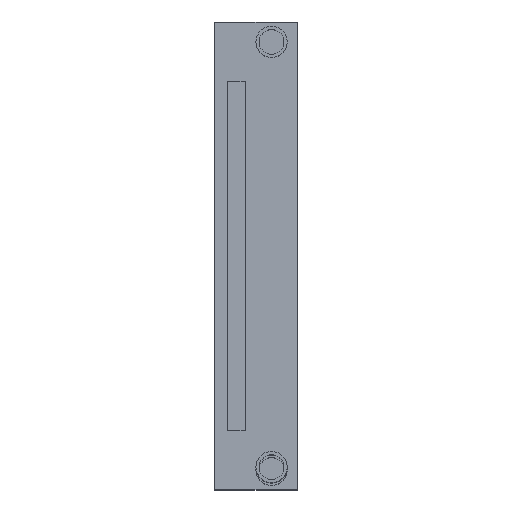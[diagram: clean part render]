
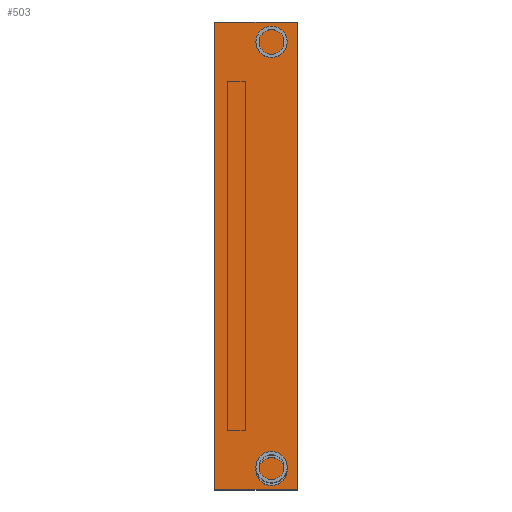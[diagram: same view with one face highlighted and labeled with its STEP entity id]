
A CAD part, top view. The second image highlights one B-rep face of the part: STEP entity #503.
In plain terms, the highlighted face is planar.
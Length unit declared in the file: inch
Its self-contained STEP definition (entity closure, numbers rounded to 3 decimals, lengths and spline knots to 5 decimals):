
#137=FACE_OUTER_BOUND('',#169,.T.);
#169=EDGE_LOOP('',(#381,#382,#383,#384));
#237=LINE('',#793,#261);
#238=LINE('',#795,#262);
#239=LINE('',#797,#263);
#240=LINE('',#798,#264);
#261=VECTOR('',#655,3.5);
#262=VECTOR('',#656,19.75);
#263=VECTOR('',#657,3.5);
#264=VECTOR('',#658,19.75);
#285=VERTEX_POINT('',#791);
#286=VERTEX_POINT('',#792);
#287=VERTEX_POINT('',#794);
#288=VERTEX_POINT('',#796);
#329=EDGE_CURVE('',#285,#286,#237,.T.);
#330=EDGE_CURVE('',#286,#287,#238,.T.);
#331=EDGE_CURVE('',#287,#288,#239,.T.);
#332=EDGE_CURVE('',#288,#285,#240,.T.);
#381=ORIENTED_EDGE('',*,*,#329,.T.);
#382=ORIENTED_EDGE('',*,*,#330,.T.);
#383=ORIENTED_EDGE('',*,*,#331,.T.);
#384=ORIENTED_EDGE('',*,*,#332,.T.);
#485=PLANE('',#592);
#503=ADVANCED_FACE('',(#137),#485,.F.);
#592=AXIS2_PLACEMENT_3D('',#790,#653,#654);
#653=DIRECTION('center_axis',(0.,0.,1.));
#654=DIRECTION('ref_axis',(1.,0.,0.));
#655=DIRECTION('',(-1.,0.,0.));
#656=DIRECTION('',(0.,1.,0.));
#657=DIRECTION('',(1.,0.,0.));
#658=DIRECTION('',(0.,-1.,0.));
#790=CARTESIAN_POINT('Origin',(0.,0.,0.));
#791=CARTESIAN_POINT('',(3.5,0.,0.));
#792=CARTESIAN_POINT('',(0.,0.,0.));
#793=CARTESIAN_POINT('',(3.5,0.,0.));
#794=CARTESIAN_POINT('',(0.,19.75,0.));
#795=CARTESIAN_POINT('',(0.,0.,0.));
#796=CARTESIAN_POINT('',(3.5,19.75,0.));
#797=CARTESIAN_POINT('',(0.,19.75,0.));
#798=CARTESIAN_POINT('',(3.5,19.75,0.));
